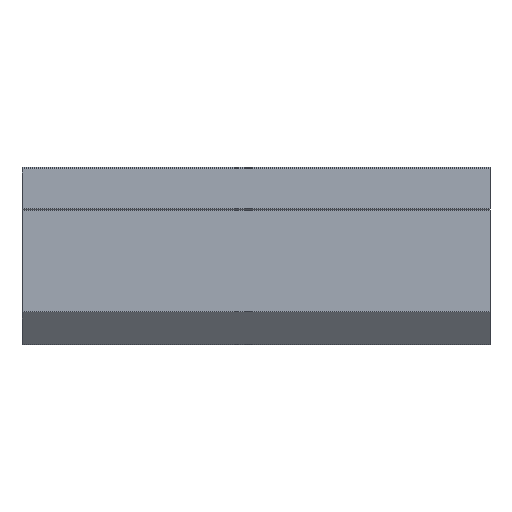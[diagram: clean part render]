
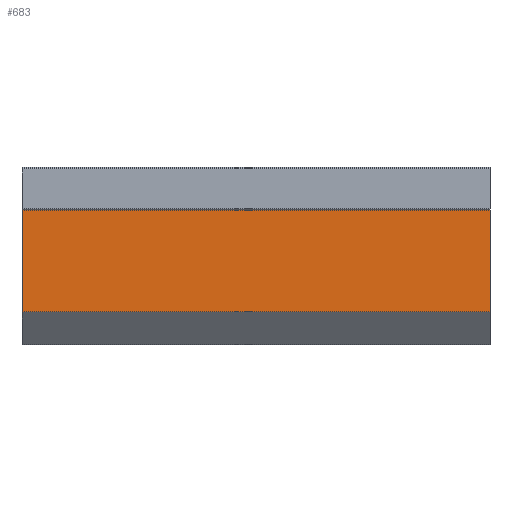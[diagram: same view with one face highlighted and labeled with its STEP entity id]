
A CAD part, top view. The second image highlights one B-rep face of the part: STEP entity #683.
In plain terms, the highlighted planar face has unit normal (0, 0, 1).
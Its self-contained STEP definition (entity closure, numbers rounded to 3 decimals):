
#152 = ORIENTED_EDGE ( 'NONE', *, *, #1144, .T. ) ;
#153 = ORIENTED_EDGE ( 'NONE', *, *, #1132, .F. ) ;
#193 = FACE_OUTER_BOUND ( 'NONE', #759, .T. ) ;
#232 = ORIENTED_EDGE ( 'NONE', *, *, #1128, .F. ) ;
#363 = VECTOR ( 'NONE', #1088, 1000. ) ;
#380 = LINE ( 'NONE', #867, #363 ) ;
#381 = LINE ( 'NONE', #932, #413 ) ;
#383 = LINE ( 'NONE', #962, #403 ) ;
#403 = VECTOR ( 'NONE', #957, 1000. ) ;
#411 = LINE ( 'NONE', #921, #412 ) ;
#412 = VECTOR ( 'NONE', #920, 1000. ) ;
#413 = VECTOR ( 'NONE', #915, 1000. ) ;
#465 = CARTESIAN_POINT ( 'NONE',  ( 68., 13.5, 37.5 ) ) ;
#482 = VERTEX_POINT ( 'NONE', #465 ) ;
#483 = VERTEX_POINT ( 'NONE', #631 ) ;
#518 = VERTEX_POINT ( 'NONE', #549 ) ;
#531 = CARTESIAN_POINT ( 'NONE',  ( -68., 13.5, 37.5 ) ) ;
#549 = CARTESIAN_POINT ( 'NONE',  ( -68., -16., 37.5 ) ) ;
#613 = VERTEX_POINT ( 'NONE', #531 ) ;
#631 = CARTESIAN_POINT ( 'NONE',  ( 68., -16., 37.5 ) ) ;
#647 = DIRECTION ( 'NONE',  ( 1., 0., 0. ) ) ;
#648 = DIRECTION ( 'NONE',  ( 0., 0., 1. ) ) ;
#655 = PLANE ( 'NONE',  #822 ) ;
#659 = CARTESIAN_POINT ( 'NONE',  ( -68., -16., 37.5 ) ) ;
#683 = ADVANCED_FACE ( 'NONE', ( #193 ), #655, .T. ) ;
#718 = ORIENTED_EDGE ( 'NONE', *, *, #1133, .T. ) ;
#759 = EDGE_LOOP ( 'NONE', ( #152, #232, #153, #718 ) ) ;
#822 = AXIS2_PLACEMENT_3D ( 'NONE', #659, #648, #647 ) ;
#867 = CARTESIAN_POINT ( 'NONE',  ( -68., -16., 37.5 ) ) ;
#915 = DIRECTION ( 'NONE',  ( 0., -1., 0. ) ) ;
#920 = DIRECTION ( 'NONE',  ( 1., 0., 0. ) ) ;
#921 = CARTESIAN_POINT ( 'NONE',  ( -68., 13.5, 37.5 ) ) ;
#932 = CARTESIAN_POINT ( 'NONE',  ( -68., -16., 37.5 ) ) ;
#957 = DIRECTION ( 'NONE',  ( 0., -1., 0. ) ) ;
#962 = CARTESIAN_POINT ( 'NONE',  ( 68., -16., 37.5 ) ) ;
#1088 = DIRECTION ( 'NONE',  ( 1., 0., 0. ) ) ;
#1128 = EDGE_CURVE ( 'NONE', #482, #483, #383, .T. ) ;
#1132 = EDGE_CURVE ( 'NONE', #613, #482, #411, .T. ) ;
#1133 = EDGE_CURVE ( 'NONE', #613, #518, #381, .T. ) ;
#1144 = EDGE_CURVE ( 'NONE', #518, #483, #380, .T. ) ;
